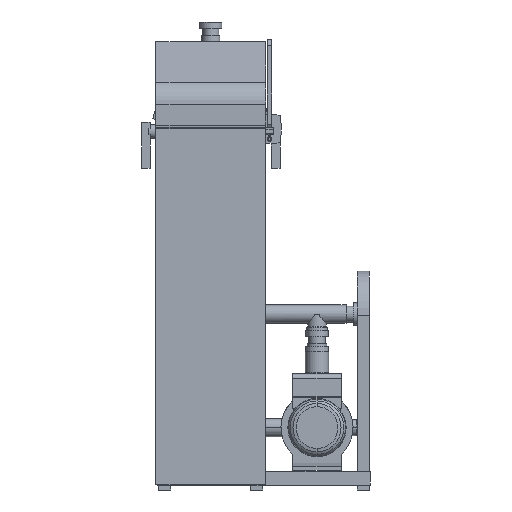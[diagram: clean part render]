
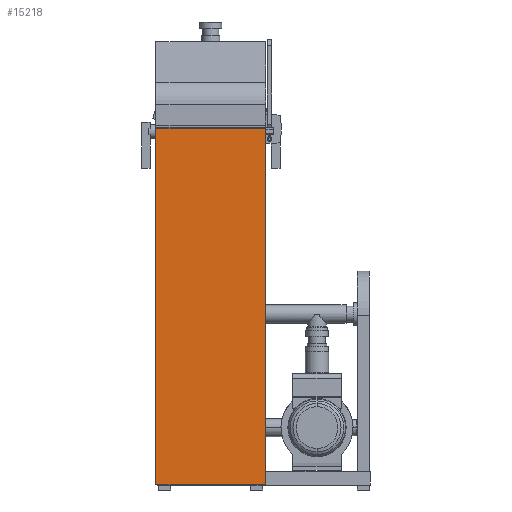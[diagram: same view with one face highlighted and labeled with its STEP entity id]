
A CAD part, front view. The second image highlights one B-rep face of the part: STEP entity #15218.
In plain terms, the highlighted planar face has unit normal (0, -1, 0).
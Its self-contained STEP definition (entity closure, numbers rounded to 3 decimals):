
#489 = CARTESIAN_POINT ( 'NONE',  ( 0., -224.3, 10.354 ) ) ;
#591 = EDGE_CURVE ( 'NONE', #3996, #16071, #13695, .T. ) ;
#916 = EDGE_CURVE ( 'NONE', #17890, #14178, #13223, .T. ) ;
#958 = CARTESIAN_POINT ( 'NONE',  ( 0., -224.3, 746.194 ) ) ;
#1145 = CARTESIAN_POINT ( 'NONE',  ( 113.5, -224.3, 10.354 ) ) ;
#2325 = ORIENTED_EDGE ( 'NONE', *, *, #916, .F. ) ;
#2917 = DIRECTION ( 'NONE',  ( 0., 0., -1. ) ) ;
#3829 = DIRECTION ( 'NONE',  ( -1., 0., 0. ) ) ;
#3996 = VERTEX_POINT ( 'NONE', #6442 ) ;
#4467 = PLANE ( 'NONE',  #12263 ) ;
#4537 = EDGE_LOOP ( 'NONE', ( #2325, #17144, #10875, #17847 ) ) ;
#4600 = CARTESIAN_POINT ( 'NONE',  ( -113.5, -224.3, 746.194 ) ) ;
#4877 = LINE ( 'NONE', #14754, #14998 ) ;
#5122 = VECTOR ( 'NONE', #9785, 1000. ) ;
#6085 = DIRECTION ( 'NONE',  ( 0., 0., -1. ) ) ;
#6442 = CARTESIAN_POINT ( 'NONE',  ( 113.5, -224.3, 746.194 ) ) ;
#8314 = VECTOR ( 'NONE', #3829, 1000. ) ;
#9785 = DIRECTION ( 'NONE',  ( 0., 0., 1. ) ) ;
#9983 = FACE_OUTER_BOUND ( 'NONE', #4537, .T. ) ;
#10875 = ORIENTED_EDGE ( 'NONE', *, *, #591, .T. ) ;
#11369 = LINE ( 'NONE', #15569, #5122 ) ;
#12263 = AXIS2_PLACEMENT_3D ( 'NONE', #16876, #12679, #2917 ) ;
#12679 = DIRECTION ( 'NONE',  ( 0., -1., 0. ) ) ;
#13223 = LINE ( 'NONE', #489, #17252 ) ;
#13695 = LINE ( 'NONE', #958, #8314 ) ;
#14178 = VERTEX_POINT ( 'NONE', #18247 ) ;
#14754 = CARTESIAN_POINT ( 'NONE',  ( 113.5, -224.3, 10.354 ) ) ;
#14998 = VECTOR ( 'NONE', #6085, 1000. ) ;
#15189 = EDGE_CURVE ( 'NONE', #14178, #16071, #11369, .T. ) ;
#15218 = ADVANCED_FACE ( 'NONE', ( #9983 ), #4467, .T. ) ;
#15569 = CARTESIAN_POINT ( 'NONE',  ( -113.5, -224.3, 10.354 ) ) ;
#16071 = VERTEX_POINT ( 'NONE', #4600 ) ;
#16240 = EDGE_CURVE ( 'NONE', #3996, #17890, #4877, .T. ) ;
#16876 = CARTESIAN_POINT ( 'NONE',  ( 0., -224.3, 746.194 ) ) ;
#17144 = ORIENTED_EDGE ( 'NONE', *, *, #16240, .F. ) ;
#17252 = VECTOR ( 'NONE', #17416, 1000. ) ;
#17416 = DIRECTION ( 'NONE',  ( -1., 0., 0. ) ) ;
#17847 = ORIENTED_EDGE ( 'NONE', *, *, #15189, .F. ) ;
#17890 = VERTEX_POINT ( 'NONE', #1145 ) ;
#18247 = CARTESIAN_POINT ( 'NONE',  ( -113.5, -224.3, 10.354 ) ) ;
